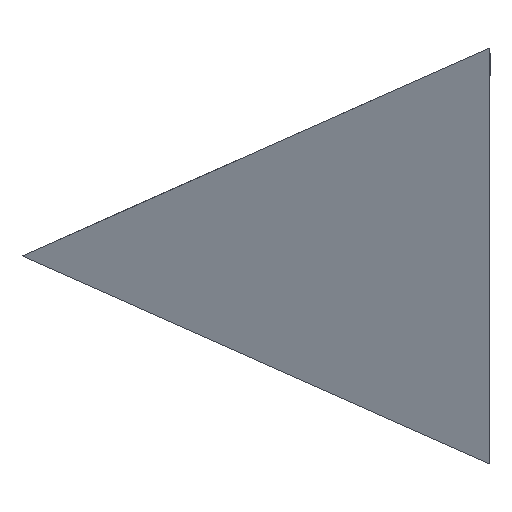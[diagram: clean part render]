
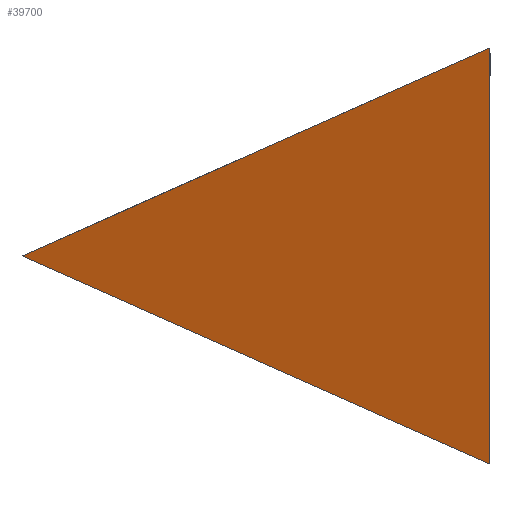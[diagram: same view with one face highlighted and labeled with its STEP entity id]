
A CAD part, left-side view. The second image highlights one B-rep face of the part: STEP entity #39700.
In plain terms, the highlighted planar face has unit normal (-0.914, 0.406, 0).
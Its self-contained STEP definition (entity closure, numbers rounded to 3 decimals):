
#1973=LINE('',#53195,#7603);
#1977=LINE('',#53202,#7607);
#1978=LINE('',#53204,#7608);
#7603=VECTOR('',#43656,10.);
#7607=VECTOR('',#43662,10.);
#7608=VECTOR('',#43665,10.);
#13222=PLANE('',#41671);
#15183=FACE_OUTER_BOUND('',#17136,.T.);
#17136=EDGE_LOOP('',(#28470,#28471,#28472));
#19101=VERTEX_POINT('',#53192);
#19102=VERTEX_POINT('',#53194);
#19104=VERTEX_POINT('',#53200);
#22808=EDGE_CURVE('',#19101,#19102,#1973,.T.);
#22812=EDGE_CURVE('',#19101,#19104,#1977,.T.);
#22813=EDGE_CURVE('',#19102,#19104,#1978,.T.);
#28470=ORIENTED_EDGE('',*,*,#22808,.F.);
#28471=ORIENTED_EDGE('',*,*,#22812,.T.);
#28472=ORIENTED_EDGE('',*,*,#22813,.F.);
#39700=ADVANCED_FACE('',(#15183),#13222,.F.);
#41671=AXIS2_PLACEMENT_3D('',#53203,#43663,#43664);
#43656=DIRECTION('',(0.,0.,-1.));
#43662=DIRECTION('',(0.376,0.847,-0.376));
#43663=DIRECTION('center_axis',(0.914,-0.406,0.));
#43664=DIRECTION('ref_axis',(0.,0.,
-1.));
#43665=DIRECTION('',(0.376,0.847,0.376));
#53192=CARTESIAN_POINT('',(0.04,-89.691,76.019));
#53194=CARTESIAN_POINT('',(0.04,-89.691,-83.981));
#53195=CARTESIAN_POINT('',(0.04,-89.691,76.019));
#53200=CARTESIAN_POINT('',(80.04,90.309,-3.981));
#53202=CARTESIAN_POINT('',(0.04,-89.691,76.019));
#53203=CARTESIAN_POINT('Origin',(0.04,-89.691,76.019));
#53204=CARTESIAN_POINT('',(0.04,-89.691,-83.981));
